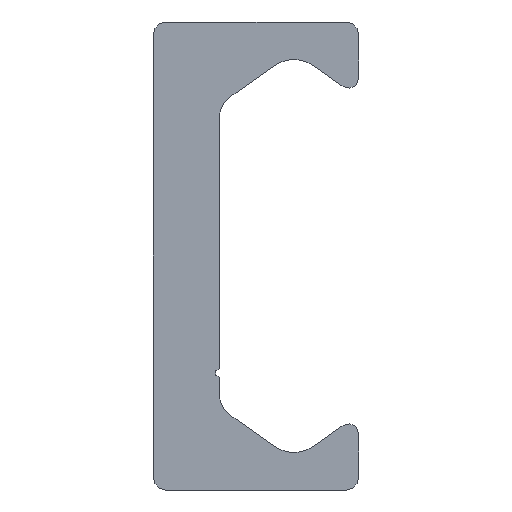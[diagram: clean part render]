
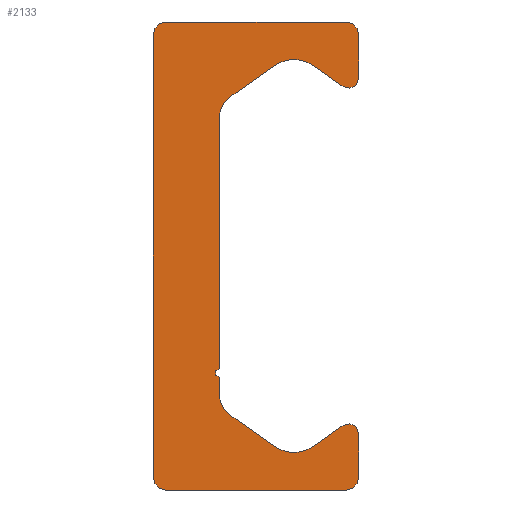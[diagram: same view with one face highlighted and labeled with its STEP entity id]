
A CAD part, left-side view. The second image highlights one B-rep face of the part: STEP entity #2133.
In plain terms, the highlighted planar face has unit normal (-1, 0, 0).
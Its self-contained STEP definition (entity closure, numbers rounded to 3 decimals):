
#1308=CARTESIAN_POINT('',(0.0,5.4,-14.));
#1309=VERTEX_POINT('',#1308);
#1316=CARTESIAN_POINT('',(0.0,6.15,-13.25));
#1317=VERTEX_POINT('',#1316);
#1318=CARTESIAN_POINT('',(0.0,5.4,-13.25));
#1319=DIRECTION('',(1.0,0.0,0.0));
#1320=DIRECTION('',(0.0,0.0,-1.0));
#1321=AXIS2_PLACEMENT_3D('',#1318,#1319,#1320);
#1322=CIRCLE('',#1321,0.75);
#1323=EDGE_CURVE('',#1309,#1317,#1322,.T.);
#1347=CARTESIAN_POINT('',(0.0,-5.4,-14.));
#1348=VERTEX_POINT('',#1347);
#1355=CARTESIAN_POINT('',(0.0,-5.4,-14.));
#1356=DIRECTION('',(0.0,1.0,0.0));
#1357=VECTOR('',#1356,10.8);
#1358=LINE('',#1355,#1357);
#1359=EDGE_CURVE('',#1348,#1309,#1358,.T.);
#1379=CARTESIAN_POINT('',(0.0,-6.15,-13.25));
#1380=VERTEX_POINT('',#1379);
#1387=CARTESIAN_POINT('',(0.0,-5.4,-13.25));
#1388=DIRECTION('',(1.0,0.0,0.0));
#1389=DIRECTION('',(0.0,-1.0,0.0));
#1390=AXIS2_PLACEMENT_3D('',#1387,#1388,#1389);
#1391=CIRCLE('',#1390,0.75);
#1392=EDGE_CURVE('',#1380,#1348,#1391,.T.);
#1411=CARTESIAN_POINT('',(0.0,-6.15,-10.63));
#1412=VERTEX_POINT('',#1411);
#1419=CARTESIAN_POINT('',(0.0,-6.15,-10.63));
#1420=DIRECTION('',(0.0,0.0,-1.0));
#1421=VECTOR('',#1420,2.62);
#1422=LINE('',#1419,#1421);
#1423=EDGE_CURVE('',#1412,#1380,#1422,.T.);
#1443=CARTESIAN_POINT('',(0.0,-5.206,-10.139));
#1444=VERTEX_POINT('',#1443);
#1451=CARTESIAN_POINT('',(0.0,-5.55,-10.63));
#1452=DIRECTION('',(1.0,0.0,0.0));
#1453=DIRECTION('',(0.0,0.574,0.819));
#1454=AXIS2_PLACEMENT_3D('',#1451,#1452,#1453);
#1455=CIRCLE('',#1454,0.6);
#1456=EDGE_CURVE('',#1444,#1412,#1455,.T.);
#1475=CARTESIAN_POINT('',(0.0,-3.417,-11.391));
#1476=VERTEX_POINT('',#1475);
#1483=CARTESIAN_POINT('',(0.0,-3.417,-11.391));
#1484=DIRECTION('',(0.0,-0.819,0.574));
#1485=VECTOR('',#1484,2.184);
#1486=LINE('',#1483,#1485);
#1487=EDGE_CURVE('',#1476,#1444,#1486,.T.);
#1507=CARTESIAN_POINT('',(0.0,-1.123,-11.391));
#1508=VERTEX_POINT('',#1507);
#1515=CARTESIAN_POINT('',(0.0,-2.27,-9.753));
#1516=DIRECTION('',(-1.0,0.0,0.0));
#1517=DIRECTION('',(0.0,0.574,0.819));
#1518=AXIS2_PLACEMENT_3D('',#1515,#1516,#1517);
#1519=CIRCLE('',#1518,2.0);
#1520=EDGE_CURVE('',#1508,#1476,#1519,.T.);
#1539=CARTESIAN_POINT('',(0.0,1.56,-9.512));
#1540=VERTEX_POINT('',#1539);
#1547=CARTESIAN_POINT('',(0.0,1.56,-9.512));
#1548=DIRECTION('',(0.0,-0.819,-0.574));
#1549=VECTOR('',#1548,3.276);
#1550=LINE('',#1547,#1549);
#1551=EDGE_CURVE('',#1540,#1508,#1550,.T.);
#1571=CARTESIAN_POINT('',(0.0,2.2,-8.283));
#1572=VERTEX_POINT('',#1571);
#1579=CARTESIAN_POINT('',(0.0,0.7,-8.283));
#1580=DIRECTION('',(-1.0,0.0,0.0));
#1581=DIRECTION('',(0.0,-0.574,0.819));
#1582=AXIS2_PLACEMENT_3D('',#1579,#1580,#1581);
#1583=CIRCLE('',#1582,1.5);
#1584=EDGE_CURVE('',#1572,#1540,#1583,.T.);
#1603=CARTESIAN_POINT('',(0.0,2.2,-7.25));
#1604=VERTEX_POINT('',#1603);
#1611=CARTESIAN_POINT('',(0.0,2.2,-7.25));
#1612=DIRECTION('',(0.0,0.0,-1.0));
#1613=VECTOR('',#1612,1.033);
#1614=LINE('',#1611,#1613);
#1615=EDGE_CURVE('',#1604,#1572,#1614,.T.);
#1635=CARTESIAN_POINT('',(0.0,2.2,-6.75));
#1636=VERTEX_POINT('',#1635);
#1643=CARTESIAN_POINT('',(0.0,2.2,-7.));
#1644=DIRECTION('',(-1.0,0.0,0.0));
#1645=DIRECTION('',(0.0,0.0,1.0));
#1646=AXIS2_PLACEMENT_3D('',#1643,#1644,#1645);
#1647=CIRCLE('',#1646,0.25);
#1648=EDGE_CURVE('',#1636,#1604,#1647,.T.);
#1667=CARTESIAN_POINT('',(0.0,2.2,8.283));
#1668=VERTEX_POINT('',#1667);
#1675=CARTESIAN_POINT('',(0.0,2.2,8.283));
#1676=DIRECTION('',(0.0,0.0,-1.0));
#1677=VECTOR('',#1676,15.033);
#1678=LINE('',#1675,#1677);
#1679=EDGE_CURVE('',#1668,#1636,#1678,.T.);
#1753=CARTESIAN_POINT('',(0.0,1.56,9.512));
#1754=VERTEX_POINT('',#1753);
#1761=CARTESIAN_POINT('',(0.0,0.7,8.283));
#1762=DIRECTION('',(-1.0,0.0,0.0));
#1763=DIRECTION('',(0.0,-1.0,0.0));
#1764=AXIS2_PLACEMENT_3D('',#1761,#1762,#1763);
#1765=CIRCLE('',#1764,1.5);
#1766=EDGE_CURVE('',#1754,#1668,#1765,.T.);
#1785=CARTESIAN_POINT('',(0.0,-1.123,11.391));
#1786=VERTEX_POINT('',#1785);
#1793=CARTESIAN_POINT('',(0.0,-1.123,11.391));
#1794=DIRECTION('',(0.0,0.819,-0.574));
#1795=VECTOR('',#1794,3.276);
#1796=LINE('',#1793,#1795);
#1797=EDGE_CURVE('',#1786,#1754,#1796,.T.);
#1817=CARTESIAN_POINT('',(0.0,-3.417,11.391));
#1818=VERTEX_POINT('',#1817);
#1825=CARTESIAN_POINT('',(0.0,-2.27,9.753));
#1826=DIRECTION('',(-1.0,0.0,0.0));
#1827=DIRECTION('',(0.0,-0.574,-0.819));
#1828=AXIS2_PLACEMENT_3D('',#1825,#1826,#1827);
#1829=CIRCLE('',#1828,2.0);
#1830=EDGE_CURVE('',#1818,#1786,#1829,.T.);
#1849=CARTESIAN_POINT('',(0.0,-5.206,10.139));
#1850=VERTEX_POINT('',#1849);
#1857=CARTESIAN_POINT('',(0.0,-5.206,10.139));
#1858=DIRECTION('',(0.0,0.819,0.574));
#1859=VECTOR('',#1858,2.184);
#1860=LINE('',#1857,#1859);
#1861=EDGE_CURVE('',#1850,#1818,#1860,.T.);
#1881=CARTESIAN_POINT('',(0.0,-6.15,10.63));
#1882=VERTEX_POINT('',#1881);
#1889=CARTESIAN_POINT('',(0.0,-5.55,10.63));
#1890=DIRECTION('',(1.0,0.0,0.0));
#1891=DIRECTION('',(0.0,-1.0,0.0));
#1892=AXIS2_PLACEMENT_3D('',#1889,#1890,#1891);
#1893=CIRCLE('',#1892,0.6);
#1894=EDGE_CURVE('',#1882,#1850,#1893,.T.);
#1913=CARTESIAN_POINT('',(0.0,-6.15,13.25));
#1914=VERTEX_POINT('',#1913);
#1921=CARTESIAN_POINT('',(0.0,-6.15,13.25));
#1922=DIRECTION('',(0.0,0.0,-1.0));
#1923=VECTOR('',#1922,2.62);
#1924=LINE('',#1921,#1923);
#1925=EDGE_CURVE('',#1914,#1882,#1924,.T.);
#1945=CARTESIAN_POINT('',(0.0,-5.4,14.));
#1946=VERTEX_POINT('',#1945);
#1953=CARTESIAN_POINT('',(0.0,-5.4,13.25));
#1954=DIRECTION('',(1.0,0.0,0.0));
#1955=DIRECTION('',(0.0,0.0,1.0));
#1956=AXIS2_PLACEMENT_3D('',#1953,#1954,#1955);
#1957=CIRCLE('',#1956,0.75);
#1958=EDGE_CURVE('',#1946,#1914,#1957,.T.);
#1977=CARTESIAN_POINT('',(0.0,5.4,14.));
#1978=VERTEX_POINT('',#1977);
#1985=CARTESIAN_POINT('',(0.0,5.4,14.));
#1986=DIRECTION('',(0.0,-1.0,0.0));
#1987=VECTOR('',#1986,10.8);
#1988=LINE('',#1985,#1987);
#1989=EDGE_CURVE('',#1978,#1946,#1988,.T.);
#2009=CARTESIAN_POINT('',(0.0,6.15,13.25));
#2010=VERTEX_POINT('',#2009);
#2017=CARTESIAN_POINT('',(0.0,5.4,13.25));
#2018=DIRECTION('',(1.0,0.0,0.0));
#2019=DIRECTION('',(0.0,1.0,0.0));
#2020=AXIS2_PLACEMENT_3D('',#2017,#2018,#2019);
#2021=CIRCLE('',#2020,0.75);
#2022=EDGE_CURVE('',#2010,#1978,#2021,.T.);
#2040=CARTESIAN_POINT('',(0.0,6.15,-13.25));
#2041=DIRECTION('',(0.0,0.0,1.0));
#2042=VECTOR('',#2041,26.5);
#2043=LINE('',#2040,#2042);
#2044=EDGE_CURVE('',#1317,#2010,#2043,.T.);
#2104=CARTESIAN_POINT('',(0.0,1.352,-0.021));
#2105=DIRECTION('',(1.0,0.0,0.0));
#2106=DIRECTION('',(0.0,0.0,-1.0));
#2107=AXIS2_PLACEMENT_3D('',#2104,#2105,#2106);
#2108=PLANE('',#2107);
#2109=ORIENTED_EDGE('',*,*,#2044,.F.);
#2110=ORIENTED_EDGE('',*,*,#1323,.F.);
#2111=ORIENTED_EDGE('',*,*,#1359,.F.);
#2112=ORIENTED_EDGE('',*,*,#1392,.F.);
#2113=ORIENTED_EDGE('',*,*,#1423,.F.);
#2114=ORIENTED_EDGE('',*,*,#1456,.F.);
#2115=ORIENTED_EDGE('',*,*,#1487,.F.);
#2116=ORIENTED_EDGE('',*,*,#1520,.F.);
#2117=ORIENTED_EDGE('',*,*,#1551,.F.);
#2118=ORIENTED_EDGE('',*,*,#1584,.F.);
#2119=ORIENTED_EDGE('',*,*,#1615,.F.);
#2120=ORIENTED_EDGE('',*,*,#1648,.F.);
#2121=ORIENTED_EDGE('',*,*,#1679,.F.);
#2122=ORIENTED_EDGE('',*,*,#1766,.F.);
#2123=ORIENTED_EDGE('',*,*,#1797,.F.);
#2124=ORIENTED_EDGE('',*,*,#1830,.F.);
#2125=ORIENTED_EDGE('',*,*,#1861,.F.);
#2126=ORIENTED_EDGE('',*,*,#1894,.F.);
#2127=ORIENTED_EDGE('',*,*,#1925,.F.);
#2128=ORIENTED_EDGE('',*,*,#1958,.F.);
#2129=ORIENTED_EDGE('',*,*,#1989,.F.);
#2130=ORIENTED_EDGE('',*,*,#2022,.F.);
#2131=EDGE_LOOP('',(#2109,#2110,#2111,#2112,#2113,#2114,#2115,#2116,#2117,#2118,#2119,#2120,#2121,#2122,#2123,#2124,#2125,#2126,#2127,#2128,#2129,#2130));
#2132=FACE_OUTER_BOUND('',#2131,.T.);
#2133=ADVANCED_FACE('',(#2132),#2108,.F.);
